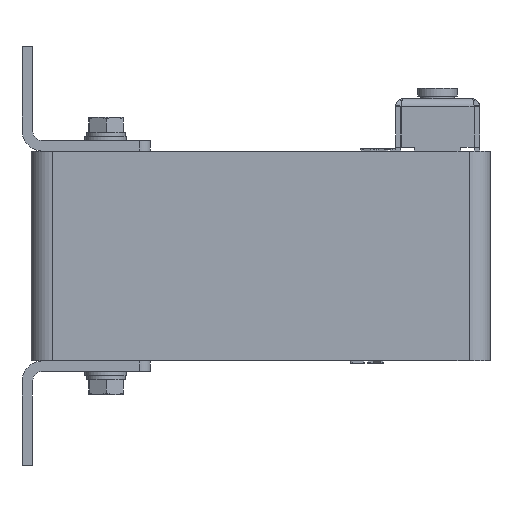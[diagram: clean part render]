
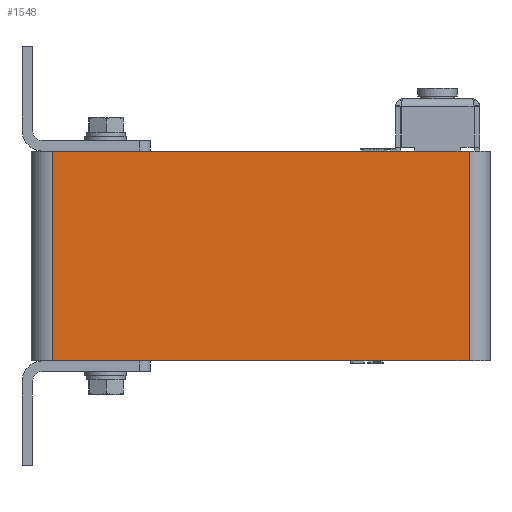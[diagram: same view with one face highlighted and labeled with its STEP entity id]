
A CAD part, front view. The second image highlights one B-rep face of the part: STEP entity #1548.
In plain terms, the highlighted planar face has unit normal (0, -1, 0).
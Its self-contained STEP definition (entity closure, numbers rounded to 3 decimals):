
#438 = EDGE_CURVE ( 'NONE', #1210, #6605, #8322, .T. ) ;
#454 = DIRECTION ( 'NONE',  ( 1., 0., 0. ) ) ;
#1210 = VERTEX_POINT ( 'NONE', #5509 ) ;
#1548 = ADVANCED_FACE ( 'NONE', ( #6972 ), #17532, .F. ) ;
#2956 = ORIENTED_EDGE ( 'NONE', *, *, #438, .T. ) ;
#3392 = VECTOR ( 'NONE', #17985, 1000. ) ;
#3868 = CARTESIAN_POINT ( 'NONE',  ( 79.5, -117., 40. ) ) ;
#3913 = CARTESIAN_POINT ( 'NONE',  ( -79.5, -117., 40. ) ) ;
#4097 = DIRECTION ( 'NONE',  ( -1., 0., 0. ) ) ;
#5509 = CARTESIAN_POINT ( 'NONE',  ( -79.5, -117., -40. ) ) ;
#5517 = DIRECTION ( 'NONE',  ( 0., 0., -1. ) ) ;
#6348 = VERTEX_POINT ( 'NONE', #15225 ) ;
#6605 = VERTEX_POINT ( 'NONE', #15007 ) ;
#6972 = FACE_OUTER_BOUND ( 'NONE', #13684, .T. ) ;
#7532 = LINE ( 'NONE', #3868, #15856 ) ;
#7796 = LINE ( 'NONE', #21206, #3392 ) ;
#8322 = LINE ( 'NONE', #16538, #12804 ) ;
#8994 = VECTOR ( 'NONE', #20262, 1000. ) ;
#9532 = LINE ( 'NONE', #17095, #8994 ) ;
#10626 = ORIENTED_EDGE ( 'NONE', *, *, #11125, .F. ) ;
#11125 = EDGE_CURVE ( 'NONE', #14671, #6348, #7796, .T. ) ;
#12804 = VECTOR ( 'NONE', #454, 1000. ) ;
#13214 = ORIENTED_EDGE ( 'NONE', *, *, #18536, .T. ) ;
#13684 = EDGE_LOOP ( 'NONE', ( #2956, #20066, #10626, #13214 ) ) ;
#14120 = CARTESIAN_POINT ( 'NONE',  ( -79.5, -117., 40. ) ) ;
#14671 = VERTEX_POINT ( 'NONE', #3913 ) ;
#15007 = CARTESIAN_POINT ( 'NONE',  ( 79.5, -117., -40. ) ) ;
#15225 = CARTESIAN_POINT ( 'NONE',  ( 79.5, -117., 40. ) ) ;
#15856 = VECTOR ( 'NONE', #5517, 1000. ) ;
#16155 = EDGE_CURVE ( 'NONE', #6348, #6605, #7532, .T. ) ;
#16538 = CARTESIAN_POINT ( 'NONE',  ( -79.5, -117., -40. ) ) ;
#17095 = CARTESIAN_POINT ( 'NONE',  ( -79.5, -117., 40. ) ) ;
#17532 = PLANE ( 'NONE',  #18840 ) ;
#17985 = DIRECTION ( 'NONE',  ( 1., 0., 0. ) ) ;
#18536 = EDGE_CURVE ( 'NONE', #14671, #1210, #9532, .T. ) ;
#18840 = AXIS2_PLACEMENT_3D ( 'NONE', #14120, #18846, #4097 ) ;
#18846 = DIRECTION ( 'NONE',  ( 0., 1., 0. ) ) ;
#20066 = ORIENTED_EDGE ( 'NONE', *, *, #16155, .F. ) ;
#20262 = DIRECTION ( 'NONE',  ( 0., 0., -1. ) ) ;
#21206 = CARTESIAN_POINT ( 'NONE',  ( -79.5, -117., 40. ) ) ;
